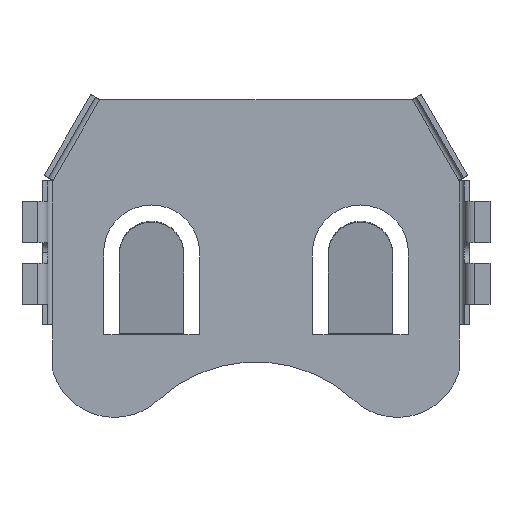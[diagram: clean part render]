
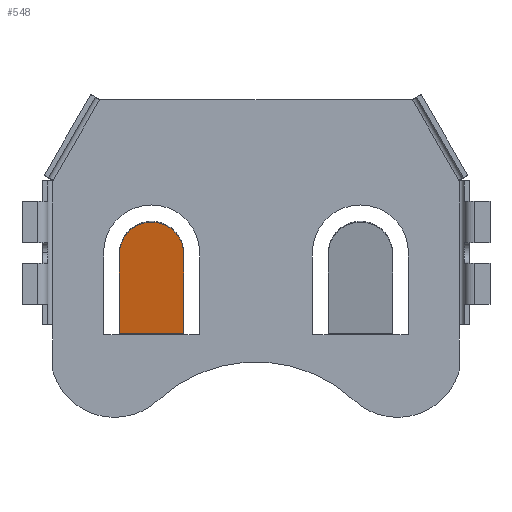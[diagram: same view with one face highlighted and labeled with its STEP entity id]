
A CAD part, front view. The second image highlights one B-rep face of the part: STEP entity #548.
In plain terms, the highlighted planar face has unit normal (0, -0.985, -0.174).
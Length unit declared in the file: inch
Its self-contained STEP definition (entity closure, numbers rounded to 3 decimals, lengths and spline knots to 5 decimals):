
#400 = VERTEX_POINT ( 'NONE', #2029 ) ;
#402 = EDGE_CURVE ( 'NONE', #400, #519, #2028, .T. ) ;
#516 = VERTEX_POINT ( 'NONE', #1838 ) ;
#519 = VERTEX_POINT ( 'NONE', #1833 ) ;
#533 = EDGE_CURVE ( 'NONE', #519, #516, #2125, .T. ) ;
#548 = ADVANCED_FACE ( 'NONE', ( #2100 ), #2099, .F. ) ;
#549 = EDGE_LOOP ( 'NONE', ( #550, #557, #558, #560 ) ) ;
#550 = ORIENTED_EDGE ( 'NONE', *, *, #533, .F. ) ;
#552 = EDGE_CURVE ( 'NONE', #516, #553, #2097, .T. ) ;
#553 = VERTEX_POINT ( 'NONE', #2090 ) ;
#557 = ORIENTED_EDGE ( 'NONE', *, *, #402, .F. ) ;
#558 = ORIENTED_EDGE ( 'NONE', *, *, #559, .F. ) ;
#559 = EDGE_CURVE ( 'NONE', #553, #400, #2085, .T. ) ;
#560 = ORIENTED_EDGE ( 'NONE', *, *, #552, .F. ) ;
#1833 = CARTESIAN_POINT ( 'NONE',  ( -0.14074, -0.00015, -0.59948 ) ) ;
#1838 = CARTESIAN_POINT ( 'NONE',  ( -0.26574, -0.00015, -0.59948 ) ) ;
#2025 = DIRECTION ( 'NONE',  ( 0., 0.174, -0.985 ) ) ;
#2026 = VECTOR ( 'NONE', #2025, 39.37008 ) ;
#2027 = CARTESIAN_POINT ( 'NONE',  ( -0.14074, -0.02761, -0.44376 ) ) ;
#2028 = LINE ( 'NONE', #2027, #2026 ) ;
#2029 = CARTESIAN_POINT ( 'NONE',  ( -0.14074, -0.02761, -0.44376 ) ) ;
#2081 = DIRECTION ( 'NONE',  ( 0., -0.174, 0.985 ) ) ;
#2082 = DIRECTION ( 'NONE',  ( 0., 0.985, 0.174 ) ) ;
#2083 = CARTESIAN_POINT ( 'NONE',  ( -0.20324, -0.02761, -0.44376 ) ) ;
#2084 = AXIS2_PLACEMENT_3D ( 'NONE', #2083, #2082, #2081 ) ;
#2085 = CIRCLE ( 'NONE', #2084, 0.0625 ) ;
#2090 = CARTESIAN_POINT ( 'NONE',  ( -0.26574, -0.02761, -0.44376 ) ) ;
#2091 = DIRECTION ( 'NONE',  ( 0., -0.174, 0.985 ) ) ;
#2092 = VECTOR ( 'NONE', #2091, 39.37008 ) ;
#2093 = CARTESIAN_POINT ( 'NONE',  ( -0.26574, -0.02761, -0.44376 ) ) ;
#2094 = DIRECTION ( 'NONE',  ( 0., -0.174, 0.985 ) ) ;
#2095 = DIRECTION ( 'NONE',  ( 0., 0.985, 0.174 ) ) ;
#2096 = CARTESIAN_POINT ( 'NONE',  ( -0.20324, -0.02761, -0.44376 ) ) ;
#2097 = LINE ( 'NONE', #2093, #2092 ) ;
#2098 = AXIS2_PLACEMENT_3D ( 'NONE', #2096, #2095, #2094 ) ;
#2099 = PLANE ( 'NONE',  #2098 ) ;
#2100 = FACE_OUTER_BOUND ( 'NONE', #549, .T. ) ;
#2122 = DIRECTION ( 'NONE',  ( -1., 0., 0. ) ) ;
#2123 = VECTOR ( 'NONE', #2122, 39.37008 ) ;
#2124 = CARTESIAN_POINT ( 'NONE',  ( -0.14074, -0.00015, -0.59948 ) ) ;
#2125 = LINE ( 'NONE', #2124, #2123 ) ;
